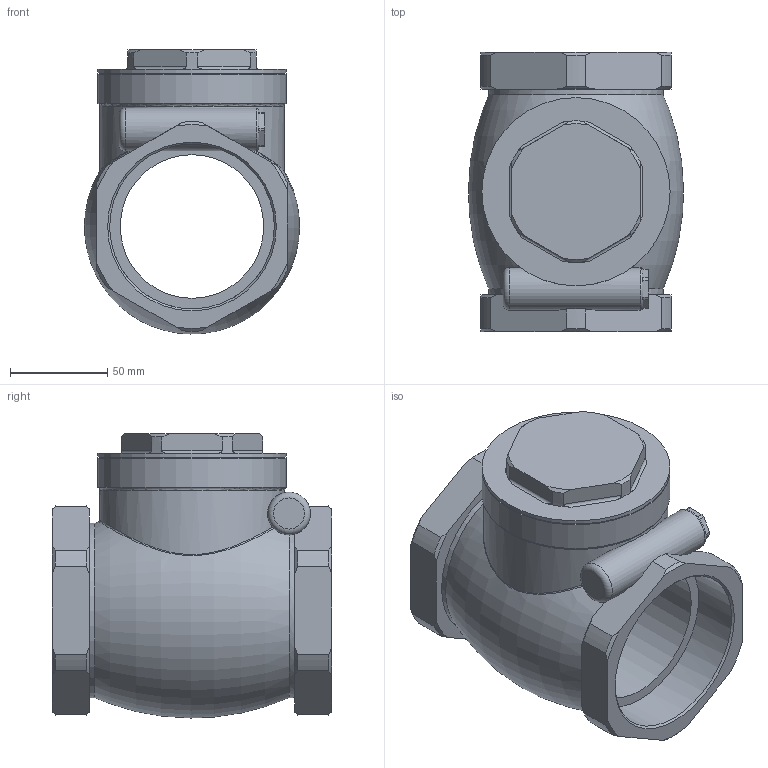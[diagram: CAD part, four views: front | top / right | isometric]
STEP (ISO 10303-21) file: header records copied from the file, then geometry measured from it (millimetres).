
FILE_DESCRIPTION(/* description */ ('Unknown'),/* implementation_level */ '2;1');
FILE_NAME(/* name */ '2200_2202-11',/* time_stamp */ '2024-06-17T10:46:52+02:00',/* author */ ('Unknown'),/* organization */ ('Unknown'),/* preprocessor_version */ 'ST-DEVELOPER v19.4',/* originating_system */ 'Solid Edge',/* authorisation */ 'Unknown');
FILE_SCHEMA (('AUTOMOTIVE_DESIGN {1 0 10303 214 3 1 1}'));
Length unit declared in the file: millimetre
Products named in the file (1): 3.606_607.080
Bounding box: 110.86 x 144 x 146.43 mm (x, y, z)
Volume: 818561.1 mm3; surface area: 110456.4 mm2
Topology: 1 solids, 1 shells, 119 faces, 330 edges, 220 vertices
Faces by surface type: plane 42, cylinder 41, cone 31, torus 4, bspline 1
Full cylindrical faces by diameter (mm): 22 x1, 74 x1, 84.926 x2, 90 x1, 95 x2, 97 x2
Entity records: 4950 total; most frequent: CARTESIAN_POINT 1256, ORIENTED_EDGE 608, DIRECTION 555, EDGE_CURVE 304, AXIS2_PLACEMENT_3D 225, VERTEX_POINT 209, EDGE_LOOP 143, FACE_BOUND 143
